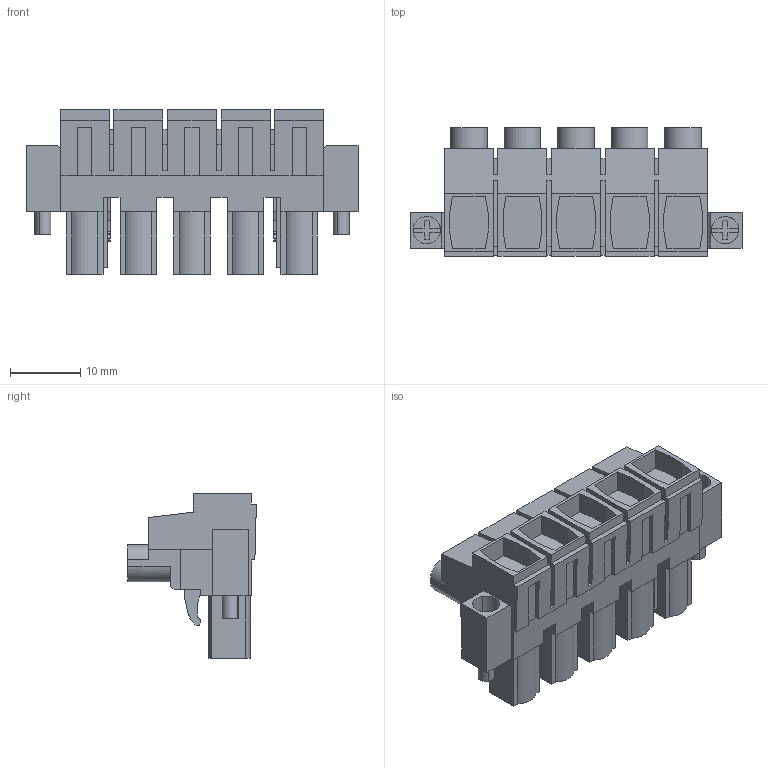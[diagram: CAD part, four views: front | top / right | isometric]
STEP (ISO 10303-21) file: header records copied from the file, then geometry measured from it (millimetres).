
FILE_DESCRIPTION(('CATIA V5 STEP Exchange','CAx-IF Rec.Pracs.--- Model Styling and Organization---1.2---2011-12-15'),'2;1');
FILE_NAME ('D1448476_0_1095710000_1095710000.stp','2017-06-08T10:35:53+00:00',('none'),('Weidmueller'),'CATIA Version 5-6 Release 2014','CATIA V5 STEP AP214','none');
FILE_SCHEMA(('AUTOMOTIVE_DESIGN { 1 0 10303 214 1 1 1 1 }'));
Length unit declared in the file: millimetre
Products named in the file (1): 1095710000
Bounding box: 47.16 x 18.28 x 23.35 mm (x, y, z)
Volume: 7311.3 mm3; surface area: 6402.2 mm2
Topology: 8 solids, 8 shells, 554 faces, 1548 edges, 1036 vertices
Faces by surface type: plane 457, cylinder 89, extrusion 8
Entity records: 16639 total; most frequent: CARTESIAN_POINT 3180, ORIENTED_EDGE 3096, DIRECTION 2218, EDGE_CURVE 1548, VECTOR 1307, LINE 1299, VERTEX_POINT 1036, EDGE_LOOP 584
